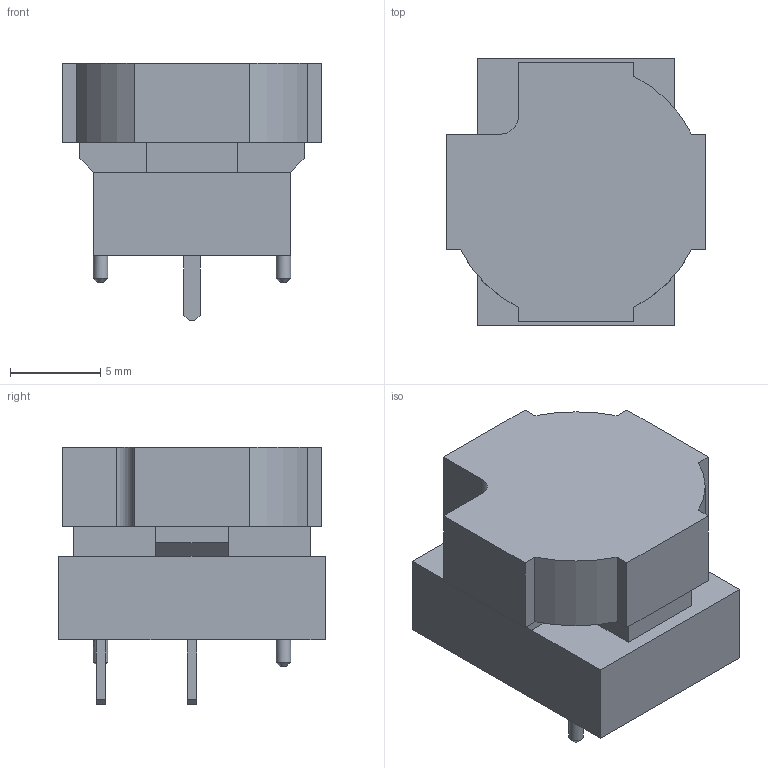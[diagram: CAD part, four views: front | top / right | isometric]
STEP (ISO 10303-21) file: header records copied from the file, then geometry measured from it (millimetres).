
FILE_DESCRIPTION(/* description */ (''),/* implementation_level */ '2;1');
FILE_NAME(/* name */ 'Marquardt_6425_1101.step',/* time_stamp */ '2020-11-02T13:14:42-08:00',/* author */ (''),/* organization */ (''),/* preprocessor_version */ 'ST-DEVELOPER v18.1',/* originating_system */ 'Autodesk Translation Framework v9.3.0.1241',/* authorisation */ '');
FILE_SCHEMA (('AUTOMOTIVE_DESIGN { 1 0 10303 214 3 1 1 }'));
Length unit declared in the file: millimetre
Products named in the file (4): Marquardt_6425_1101; Base; Plunger; PIns
Assembly tree (3 placements, depth 2):
  Marquardt_6425_1101
    Base
    Plunger
    PIns
Bounding box: 14.4 x 14.8 x 14.3 mm (x, y, z)
Volume: 1490.2 mm3; surface area: 1551.8 mm2
Topology: 4 solids, 4 shells, 77 faces, 194 edges, 126 vertices
Faces by surface type: plane 69, cylinder 6, cone 2
Full cylindrical faces by diameter (mm): 0.8 x2
Entity records: 2413 total; most frequent: CARTESIAN_POINT 405, ORIENTED_EDGE 388, DIRECTION 382, EDGE_CURVE 194, LINE 176, VECTOR 176, VERTEX_POINT 126, AXIS2_PLACEMENT_3D 103
